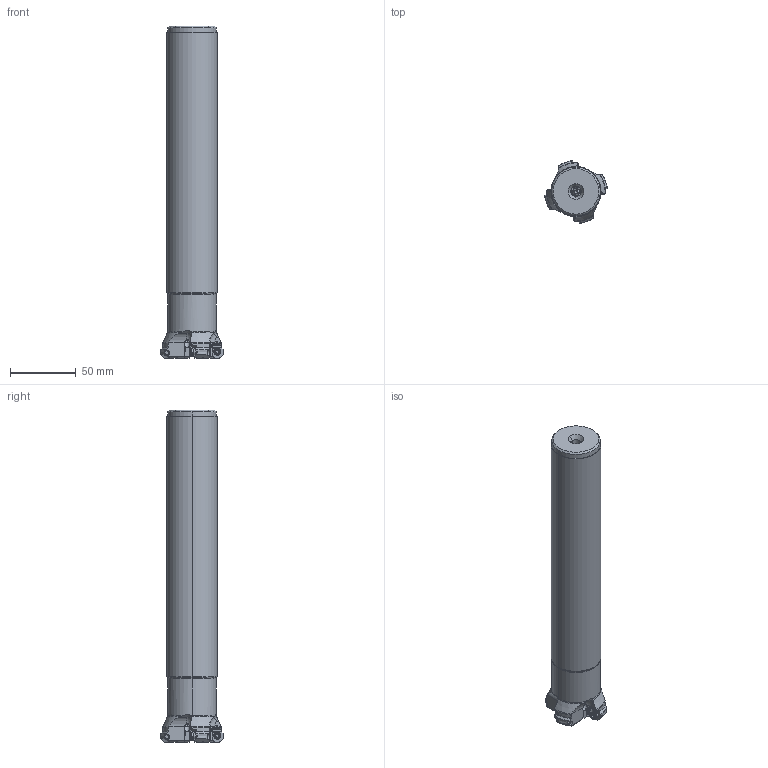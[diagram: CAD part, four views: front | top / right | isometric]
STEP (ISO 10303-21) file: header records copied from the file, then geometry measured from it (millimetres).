
FILE_DESCRIPTION(/* description */ (''),/* implementation_level */ '2;1');
FILE_NAME(/* name */ 'ARP6UPR3204SA24L.stp',/* time_stamp */ '2017-10-10T11:45:50+09:00',/* author */ (''),/* organization */ (''),/* preprocessor_version */ 'ST-DEVELOPER v16',/* originating_system */ 'SIEMENS PLM Software NX 10.0',/* authorisation */ '');
FILE_SCHEMA (('AUTOMOTIVE_DESIGN { 1 0 10303 214 3 1 1 1 }'));
Length unit declared in the file: millimetre
Products named in the file (1): ARP6UPR3204SA24L_ASM
Bounding box: 47.69 x 47.69 x 252.88 mm (x, y, z)
Volume: 271705.9 mm3; surface area: 40633.3 mm2
Topology: 5 solids, 5 shells, 531 faces, 1406 edges, 894 vertices
Faces by surface type: cylinder 186, plane 123, cone 76, torus 74, bspline 36, sphere 20, extrusion 16
Entity records: 24236 total; most frequent: CARTESIAN_POINT 11464, ORIENTED_EDGE 2788, DIRECTION 2474, EDGE_CURVE 1394, AXIS2_PLACEMENT_3D 1013, VERTEX_POINT 894, EDGE_LOOP 568, ADVANCED_FACE 531
